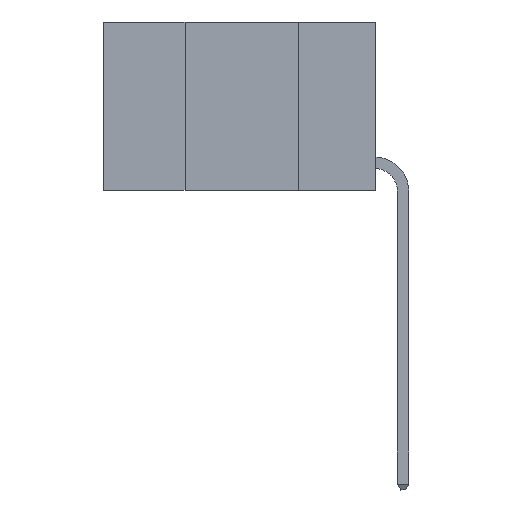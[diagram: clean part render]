
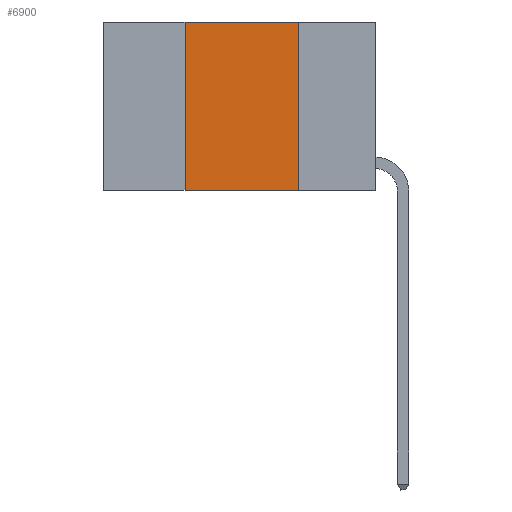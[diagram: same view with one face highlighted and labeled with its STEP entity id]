
A CAD part, left-side view. The second image highlights one B-rep face of the part: STEP entity #6900.
In plain terms, the highlighted planar face has unit normal (-1, 0, 0).
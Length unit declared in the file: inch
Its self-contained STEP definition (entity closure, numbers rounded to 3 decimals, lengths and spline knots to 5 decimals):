
#140 = LINE ( 'NONE', #5993, #3075 ) ;
#232 = VERTEX_POINT ( 'NONE', #7954 ) ;
#383 = DIRECTION ( 'NONE',  ( 1., 0., 0. ) ) ;
#430 = ORIENTED_EDGE ( 'NONE', *, *, #2562, .F. ) ;
#856 = EDGE_LOOP ( 'NONE', ( #4705, #13310, #430, #2412 ) ) ;
#1505 = VECTOR ( 'NONE', #4642, 39.37008 ) ;
#1840 = DIRECTION ( 'NONE',  ( 0., -1., 0. ) ) ;
#1904 = VECTOR ( 'NONE', #6995, 39.37008 ) ;
#2192 = CARTESIAN_POINT ( 'NONE',  ( 0., 0.6, -0.37 ) ) ;
#2412 = ORIENTED_EDGE ( 'NONE', *, *, #2560, .T. ) ;
#2560 = EDGE_CURVE ( 'NONE', #11125, #232, #4754, .T. ) ;
#2562 = EDGE_CURVE ( 'NONE', #11125, #2779, #8252, .T. ) ;
#2779 = VERTEX_POINT ( 'NONE', #3943 ) ;
#2850 = PLANE ( 'NONE',  #5543 ) ;
#3075 = VECTOR ( 'NONE', #15307, 39.37008 ) ;
#3192 = EDGE_CURVE ( 'NONE', #5175, #232, #140, .T. ) ;
#3472 = EDGE_CURVE ( 'NONE', #2779, #5175, #4194, .T. ) ;
#3943 = CARTESIAN_POINT ( 'NONE',  ( 0., 0.42, 0. ) ) ;
#4194 = LINE ( 'NONE', #7801, #10065 ) ;
#4642 = DIRECTION ( 'NONE',  ( 0., -1., 0. ) ) ;
#4705 = ORIENTED_EDGE ( 'NONE', *, *, #3192, .F. ) ;
#4754 = LINE ( 'NONE', #2192, #1505 ) ;
#5175 = VERTEX_POINT ( 'NONE', #12362 ) ;
#5543 = AXIS2_PLACEMENT_3D ( 'NONE', #7613, #383, #8834 ) ;
#5726 = FACE_OUTER_BOUND ( 'NONE', #856, .T. ) ;
#5993 = CARTESIAN_POINT ( 'NONE',  ( 0., 0.17, 0. ) ) ;
#6900 = ADVANCED_FACE ( 'NONE', ( #5726 ), #2850, .F. ) ;
#6995 = DIRECTION ( 'NONE',  ( 0., 0., 1. ) ) ;
#7613 = CARTESIAN_POINT ( 'NONE',  ( 0., 0.6, 0. ) ) ;
#7801 = CARTESIAN_POINT ( 'NONE',  ( 0., 0.6, 0. ) ) ;
#7954 = CARTESIAN_POINT ( 'NONE',  ( 0., 0.17, -0.37 ) ) ;
#8252 = LINE ( 'NONE', #15128, #1904 ) ;
#8834 = DIRECTION ( 'NONE',  ( 0., 0., -1. ) ) ;
#9075 = CARTESIAN_POINT ( 'NONE',  ( 0., 0.42, -0.37 ) ) ;
#10065 = VECTOR ( 'NONE', #1840, 39.37008 ) ;
#11125 = VERTEX_POINT ( 'NONE', #9075 ) ;
#12362 = CARTESIAN_POINT ( 'NONE',  ( 0., 0.17, 0. ) ) ;
#13310 = ORIENTED_EDGE ( 'NONE', *, *, #3472, .F. ) ;
#15128 = CARTESIAN_POINT ( 'NONE',  ( 0., 0.42, 0. ) ) ;
#15307 = DIRECTION ( 'NONE',  ( 0., 0., -1. ) ) ;
